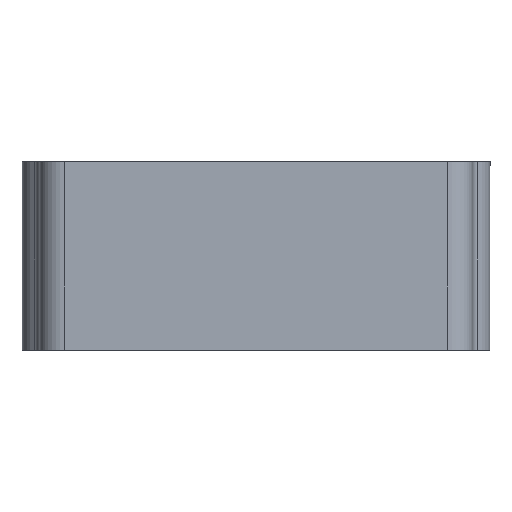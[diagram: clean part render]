
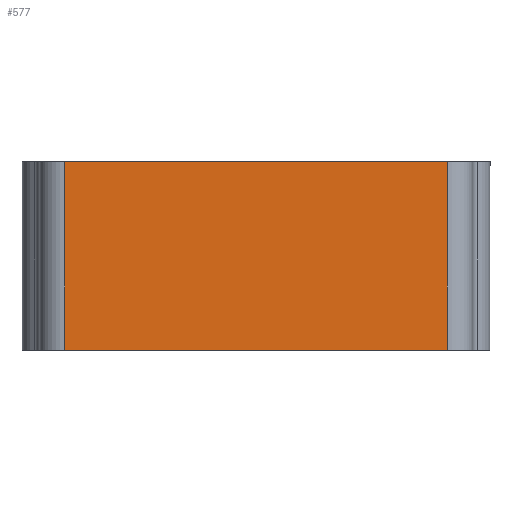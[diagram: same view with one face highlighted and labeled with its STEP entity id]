
A CAD part, top view. The second image highlights one B-rep face of the part: STEP entity #577.
In plain terms, the highlighted planar face has unit normal (0, 0, 1).
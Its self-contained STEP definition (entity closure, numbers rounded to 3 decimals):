
#43=DIRECTION('',(1.,0.,0.));
#44=VECTOR('',#43,22.3);
#45=CARTESIAN_POINT('',(-11.15,0.,4.25));
#46=LINE('',#45,#44);
#105=DIRECTION('',(1.,0.,0.));
#106=VECTOR('',#105,22.3);
#107=CARTESIAN_POINT('',(-11.15,11.,4.25));
#108=LINE('',#107,#106);
#222=DIRECTION('',(0.,-1.,0.));
#223=VECTOR('',#222,11.);
#224=CARTESIAN_POINT('',(-11.15,11.,4.25));
#225=LINE('',#224,#223);
#226=DIRECTION('',(0.,-1.,0.));
#227=VECTOR('',#226,11.);
#228=CARTESIAN_POINT('',(11.15,11.,4.25));
#229=LINE('',#228,#227);
#246=CARTESIAN_POINT('',(-11.15,0.,4.25));
#248=VERTEX_POINT('',#246);
#252=CARTESIAN_POINT('',(-11.15,11.,4.25));
#253=VERTEX_POINT('',#252);
#255=CARTESIAN_POINT('',(11.15,0.,4.25));
#257=VERTEX_POINT('',#255);
#258=CARTESIAN_POINT('',(11.15,11.,4.25));
#259=VERTEX_POINT('',#258);
#565=CARTESIAN_POINT('',(-12.65,0.,4.25));
#566=DIRECTION('',(0.,0.,1.));
#567=DIRECTION('',(1.,0.,0.));
#568=AXIS2_PLACEMENT_3D('',#565,#566,#567);
#569=PLANE('',#568);
#571=ORIENTED_EDGE('',*,*,#570,.F.);
#572=ORIENTED_EDGE('',*,*,#391,.T.);
#573=ORIENTED_EDGE('',*,*,#558,.T.);
#574=ORIENTED_EDGE('',*,*,#307,.F.);
#575=EDGE_LOOP('',(#571,#572,#573,#574));
#576=FACE_OUTER_BOUND('',#575,.F.);
#577=ADVANCED_FACE('',(#576),#569,.T.);
#307=EDGE_CURVE('',#248,#257,#46,.T.);
#391=EDGE_CURVE('',#253,#259,#108,.T.);
#558=EDGE_CURVE('',#259,#257,#229,.T.);
#570=EDGE_CURVE('',#253,#248,#225,.T.);
